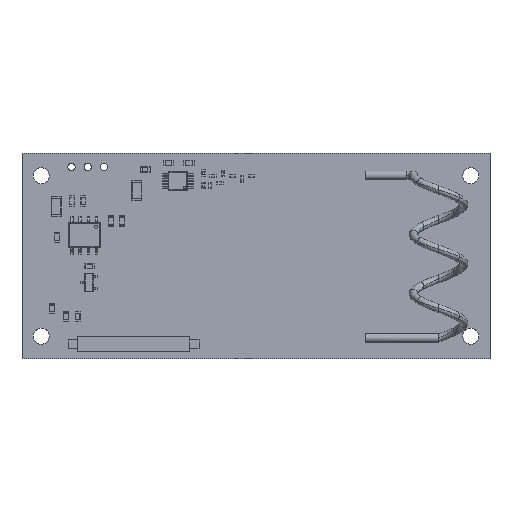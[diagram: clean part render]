
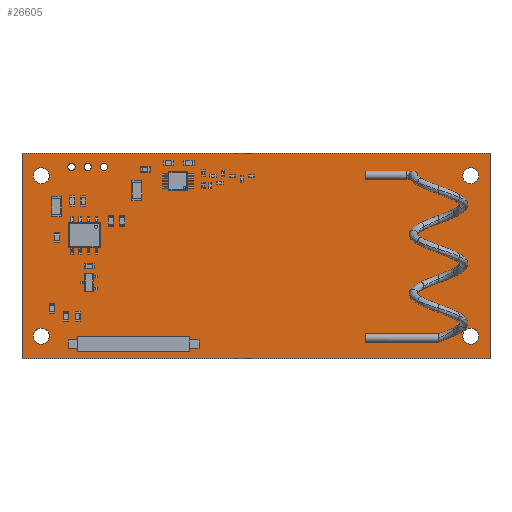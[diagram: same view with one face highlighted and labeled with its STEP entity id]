
A CAD part, top view. The second image highlights one B-rep face of the part: STEP entity #26605.
In plain terms, the highlighted planar face has unit normal (0, 0, 1).
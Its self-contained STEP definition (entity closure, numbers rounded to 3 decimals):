
#26416 = VERTEX_POINT('',#26417);
#26417 = CARTESIAN_POINT('',(73.,0.,1.55));
#26423 = EDGE_CURVE('',#26416,#26424,#26426,.T.);
#26424 = VERTEX_POINT('',#26425);
#26425 = CARTESIAN_POINT('',(0.,0.,1.55));
#26426 = LINE('',#26427,#26428);
#26427 = CARTESIAN_POINT('',(73.,0.,1.55));
#26428 = VECTOR('',#26429,1.);
#26429 = DIRECTION('',(-1.,0.,0.));
#26456 = VERTEX_POINT('',#26457);
#26457 = CARTESIAN_POINT('',(73.,32.,1.55));
#26463 = EDGE_CURVE('',#26456,#26416,#26464,.T.);
#26464 = LINE('',#26465,#26466);
#26465 = CARTESIAN_POINT('',(73.,32.,1.55));
#26466 = VECTOR('',#26467,1.);
#26467 = DIRECTION('',(0.,-1.,0.));
#26485 = EDGE_CURVE('',#26424,#26486,#26488,.T.);
#26486 = VERTEX_POINT('',#26487);
#26487 = CARTESIAN_POINT('',(0.,32.,1.55));
#26488 = LINE('',#26489,#26490);
#26489 = CARTESIAN_POINT('',(0.,0.,1.55));
#26490 = VECTOR('',#26491,1.);
#26491 = DIRECTION('',(0.,1.,0.));
#26605 = ADVANCED_FACE('',(#26606,#26617,#26628,#26639,#26650,#26661,
    #26672,#26683),#26694,.T.);
#26606 = FACE_BOUND('',#26607,.T.);
#26607 = EDGE_LOOP('',(#26608,#26609,#26610,#26616));
#26608 = ORIENTED_EDGE('',*,*,#26423,.F.);
#26609 = ORIENTED_EDGE('',*,*,#26463,.F.);
#26610 = ORIENTED_EDGE('',*,*,#26611,.F.);
#26611 = EDGE_CURVE('',#26486,#26456,#26612,.T.);
#26612 = LINE('',#26613,#26614);
#26613 = CARTESIAN_POINT('',(0.,32.,1.55));
#26614 = VECTOR('',#26615,1.);
#26615 = DIRECTION('',(1.,0.,0.));
#26616 = ORIENTED_EDGE('',*,*,#26485,.F.);
#26617 = FACE_BOUND('',#26618,.T.);
#26618 = EDGE_LOOP('',(#26619));
#26619 = ORIENTED_EDGE('',*,*,#26620,.T.);
#26620 = EDGE_CURVE('',#26621,#26621,#26623,.T.);
#26621 = VERTEX_POINT('',#26622);
#26622 = CARTESIAN_POINT('',(3.,2.25,1.55));
#26623 = CIRCLE('',#26624,1.25);
#26624 = AXIS2_PLACEMENT_3D('',#26625,#26626,#26627);
#26625 = CARTESIAN_POINT('',(3.,3.5,1.55));
#26626 = DIRECTION('',(-0.,0.,-1.));
#26627 = DIRECTION('',(-0.,-1.,0.));
#26628 = FACE_BOUND('',#26629,.T.);
#26629 = EDGE_LOOP('',(#26630));
#26630 = ORIENTED_EDGE('',*,*,#26631,.T.);
#26631 = EDGE_CURVE('',#26632,#26632,#26634,.T.);
#26632 = VERTEX_POINT('',#26633);
#26633 = CARTESIAN_POINT('',(70.,2.25,1.55));
#26634 = CIRCLE('',#26635,1.25);
#26635 = AXIS2_PLACEMENT_3D('',#26636,#26637,#26638);
#26636 = CARTESIAN_POINT('',(70.,3.5,1.55));
#26637 = DIRECTION('',(-0.,0.,-1.));
#26638 = DIRECTION('',(-0.,-1.,0.));
#26639 = FACE_BOUND('',#26640,.T.);
#26640 = EDGE_LOOP('',(#26641));
#26641 = ORIENTED_EDGE('',*,*,#26642,.T.);
#26642 = EDGE_CURVE('',#26643,#26643,#26645,.T.);
#26643 = VERTEX_POINT('',#26644);
#26644 = CARTESIAN_POINT('',(3.,27.25,1.55));
#26645 = CIRCLE('',#26646,1.25);
#26646 = AXIS2_PLACEMENT_3D('',#26647,#26648,#26649);
#26647 = CARTESIAN_POINT('',(3.,28.5,1.55));
#26648 = DIRECTION('',(-0.,0.,-1.));
#26649 = DIRECTION('',(-0.,-1.,0.));
#26650 = FACE_BOUND('',#26651,.T.);
#26651 = EDGE_LOOP('',(#26652));
#26652 = ORIENTED_EDGE('',*,*,#26653,.T.);
#26653 = EDGE_CURVE('',#26654,#26654,#26656,.T.);
#26654 = VERTEX_POINT('',#26655);
#26655 = CARTESIAN_POINT('',(7.72,29.325,1.55));
#26656 = CIRCLE('',#26657,0.575);
#26657 = AXIS2_PLACEMENT_3D('',#26658,#26659,#26660);
#26658 = CARTESIAN_POINT('',(7.72,29.9,1.55));
#26659 = DIRECTION('',(-0.,0.,-1.));
#26660 = DIRECTION('',(-0.,-1.,0.));
#26661 = FACE_BOUND('',#26662,.T.);
#26662 = EDGE_LOOP('',(#26663));
#26663 = ORIENTED_EDGE('',*,*,#26664,.T.);
#26664 = EDGE_CURVE('',#26665,#26665,#26667,.T.);
#26665 = VERTEX_POINT('',#26666);
#26666 = CARTESIAN_POINT('',(10.26,29.325,1.55));
#26667 = CIRCLE('',#26668,0.575);
#26668 = AXIS2_PLACEMENT_3D('',#26669,#26670,#26671);
#26669 = CARTESIAN_POINT('',(10.26,29.9,1.55));
#26670 = DIRECTION('',(-0.,0.,-1.));
#26671 = DIRECTION('',(0.,-1.,0.));
#26672 = FACE_BOUND('',#26673,.T.);
#26673 = EDGE_LOOP('',(#26674));
#26674 = ORIENTED_EDGE('',*,*,#26675,.T.);
#26675 = EDGE_CURVE('',#26676,#26676,#26678,.T.);
#26676 = VERTEX_POINT('',#26677);
#26677 = CARTESIAN_POINT('',(12.8,29.325,1.55));
#26678 = CIRCLE('',#26679,0.575);
#26679 = AXIS2_PLACEMENT_3D('',#26680,#26681,#26682);
#26680 = CARTESIAN_POINT('',(12.8,29.9,1.55));
#26681 = DIRECTION('',(-0.,0.,-1.));
#26682 = DIRECTION('',(-0.,-1.,0.));
#26683 = FACE_BOUND('',#26684,.T.);
#26684 = EDGE_LOOP('',(#26685));
#26685 = ORIENTED_EDGE('',*,*,#26686,.T.);
#26686 = EDGE_CURVE('',#26687,#26687,#26689,.T.);
#26687 = VERTEX_POINT('',#26688);
#26688 = CARTESIAN_POINT('',(70.,27.25,1.55));
#26689 = CIRCLE('',#26690,1.25);
#26690 = AXIS2_PLACEMENT_3D('',#26691,#26692,#26693);
#26691 = CARTESIAN_POINT('',(70.,28.5,1.55));
#26692 = DIRECTION('',(-0.,0.,-1.));
#26693 = DIRECTION('',(-0.,-1.,0.));
#26694 = PLANE('',#26695);
#26695 = AXIS2_PLACEMENT_3D('',#26696,#26697,#26698);
#26696 = CARTESIAN_POINT('',(0.,0.,1.55));
#26697 = DIRECTION('',(0.,0.,1.));
#26698 = DIRECTION('',(1.,0.,-0.));
